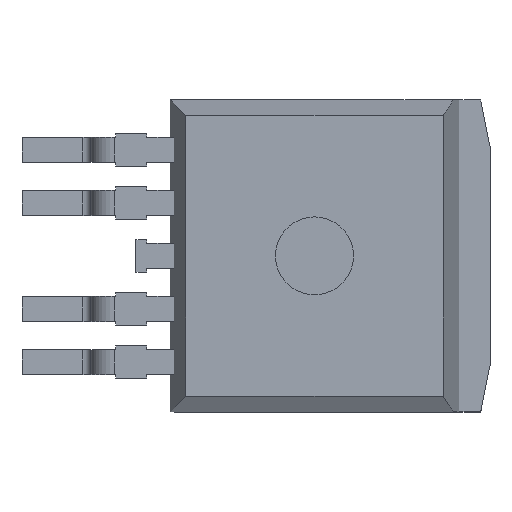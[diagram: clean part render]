
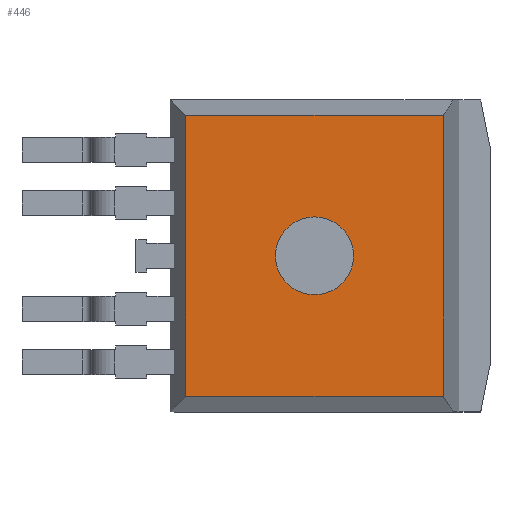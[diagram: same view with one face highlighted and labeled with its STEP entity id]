
A CAD part, top view. The second image highlights one B-rep face of the part: STEP entity #446.
In plain terms, the highlighted planar face has unit normal (0, 0, 1).
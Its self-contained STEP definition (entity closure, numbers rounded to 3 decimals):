
#12=DIRECTION('',(0.,0.,1.));
#33=VECTOR('',#34,1.);
#34=DIRECTION('',(0.,-1.,0.));
#46=DIRECTION('',(1.,0.,0.));
#64=VECTOR('',#65,1.);
#65=DIRECTION('',(-1.,0.,0.));
#109=DIRECTION('',(0.,1.,0.));
#113=ORIENTED_EDGE('',*,*,#114,.T.);
#114=EDGE_CURVE('',#115,#117,#119,.T.);
#115=VERTEX_POINT('',#116);
#116=CARTESIAN_POINT('',(-2.25,4.5,4.42));
#117=VERTEX_POINT('',#118);
#118=CARTESIAN_POINT('',(-2.25,-4.5,4.42));
#119=LINE('',#120,#33);
#120=CARTESIAN_POINT('',(-2.25,5.,4.42));
#301=VECTOR('',#46,1.);
#330=VERTEX_POINT('',#331);
#331=CARTESIAN_POINT('',(6.,4.5,4.42));
#336=ORIENTED_EDGE('',*,*,#337,.T.);
#337=EDGE_CURVE('',#330,#115,#338,.T.);
#338=LINE('',#331,#64);
#356=VECTOR('',#109,1.);
#385=EDGE_CURVE('',#386,#330,#388,.T.);
#386=VERTEX_POINT('',#387);
#387=CARTESIAN_POINT('',(6.,-4.5,4.42));
#388=LINE('',#389,#356);
#389=CARTESIAN_POINT('',(6.,-5.,4.42));
#446=ADVANCED_FACE('',(#447,#453),#463,.T.);
#447=FACE_BOUND('',#448,.T.);
#448=EDGE_LOOP('',(#113,#449,#452,#336));
#449=ORIENTED_EDGE('',*,*,#450,.T.);
#450=EDGE_CURVE('',#117,#386,#451,.T.);
#451=LINE('',#118,#301);
#452=ORIENTED_EDGE('',*,*,#385,.T.);
#453=FACE_BOUND('',#454,.T.);
#454=EDGE_LOOP('',(#455));
#455=ORIENTED_EDGE('',*,*,#456,.T.);
#456=EDGE_CURVE('',#457,#457,#459,.T.);
#457=VERTEX_POINT('',#458);
#458=CARTESIAN_POINT('',(0.625,0.,4.42));
#459=CIRCLE('',#460,1.25);
#460=AXIS2_PLACEMENT_3D('',#461,#462,#65);
#461=CARTESIAN_POINT('',(1.875,0.,4.42));
#462=DIRECTION('',(0.,0.,-1.));
#463=PLANE('',#464);
#464=AXIS2_PLACEMENT_3D('',#465,#12,#46);
#465=CARTESIAN_POINT('',(1.875,0.,4.42));
